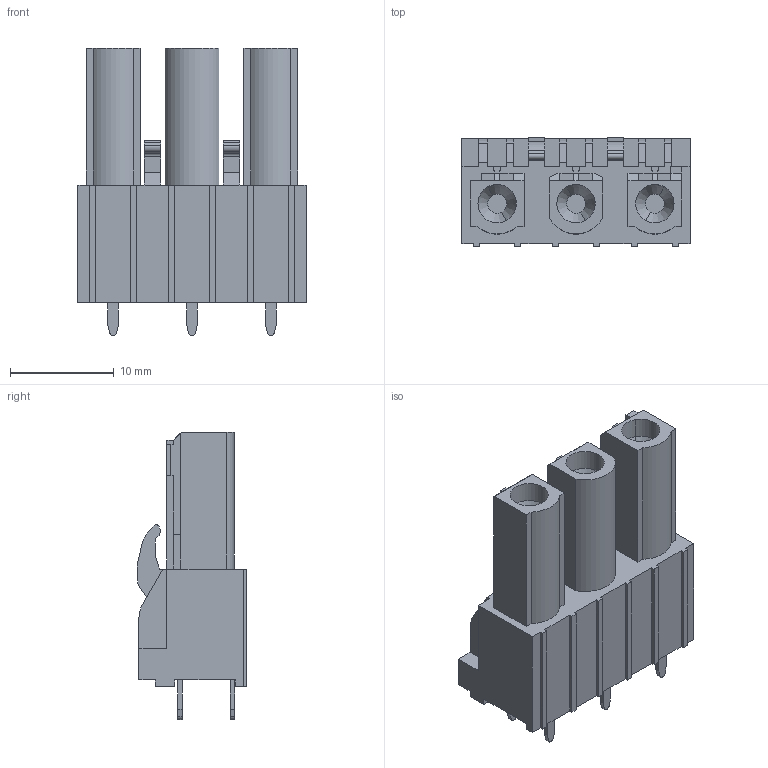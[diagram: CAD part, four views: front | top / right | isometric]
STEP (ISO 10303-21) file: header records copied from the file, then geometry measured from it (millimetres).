
FILE_DESCRIPTION(('CATIA V5 STEP Exchange','CAx-IF Rec.Pracs.--- Model Styling and Organization---1.2---2011-12-15'),'2;1');
FILE_NAME ('D1448634_0_1122080000_1122080000.stp','2018-09-18T07:18:08+00:00',('none'),('Weidmueller'),'CATIA Version 5-6 Release 2014','CATIA V5 STEP AP214','none');
FILE_SCHEMA(('AUTOMOTIVE_DESIGN { 1 0 10303 214 1 1 1 1 }'));
Length unit declared in the file: millimetre
Products named in the file (1): 1122080000
Bounding box: 22.04 x 10.54 x 27.74 mm (x, y, z)
Volume: 3076.1 mm3; surface area: 2554.1 mm2
Topology: 7 solids, 7 shells, 242 faces, 661 edges, 438 vertices
Faces by surface type: plane 205, cylinder 31, cone 6
Entity records: 6968 total; most frequent: ORIENTED_EDGE 1322, CARTESIAN_POINT 1236, DIRECTION 930, EDGE_CURVE 661, VECTOR 592, LINE 592, VERTEX_POINT 438, EDGE_LOOP 247
